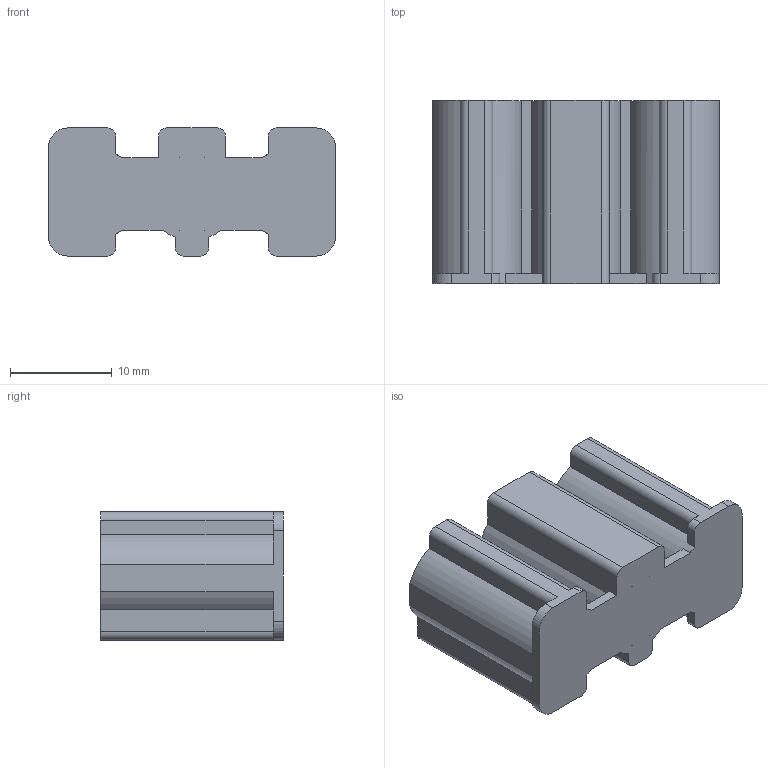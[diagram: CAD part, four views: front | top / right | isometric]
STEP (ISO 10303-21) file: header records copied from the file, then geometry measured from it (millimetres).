
FILE_DESCRIPTION(/* description */ ('STEP AP214'),/* implementation_level */ '2;1');
FILE_NAME(/* name */ '063SGF3S01',/* time_stamp */ '2022-12-09T10:37:38+01:00',/* author */ ('License CC BY-ND 4.0'),/* organization */ ('CADENAS'),/* preprocessor_version */ 'ST-DEVELOPER v18.102',/* originating_system */ 'PARTsolutions',/* authorisation */ ' ');
FILE_SCHEMA (('AUTOMOTIVE_DESIGN {1 0 10303 214 3 1 1}'));
Length unit declared in the file: millimetre
Products named in the file (1): 063SGF3S01
Bounding box: 28.2 x 18 x 12.6 mm (x, y, z)
Volume: 2279.7 mm3; surface area: 3637.4 mm2
Topology: 1 solids, 1 shells, 92 faces, 273 edges, 182 vertices
Faces by surface type: plane 57, cylinder 35
Full cylindrical faces by diameter (mm): 7.5 x3
Entity records: 3108 total; most frequent: DIRECTION 540, CARTESIAN_POINT 539, ORIENTED_EDGE 534, EDGE_CURVE 267, LINE 180, VECTOR 180, AXIS2_PLACEMENT_3D 180, VERTEX_POINT 179
